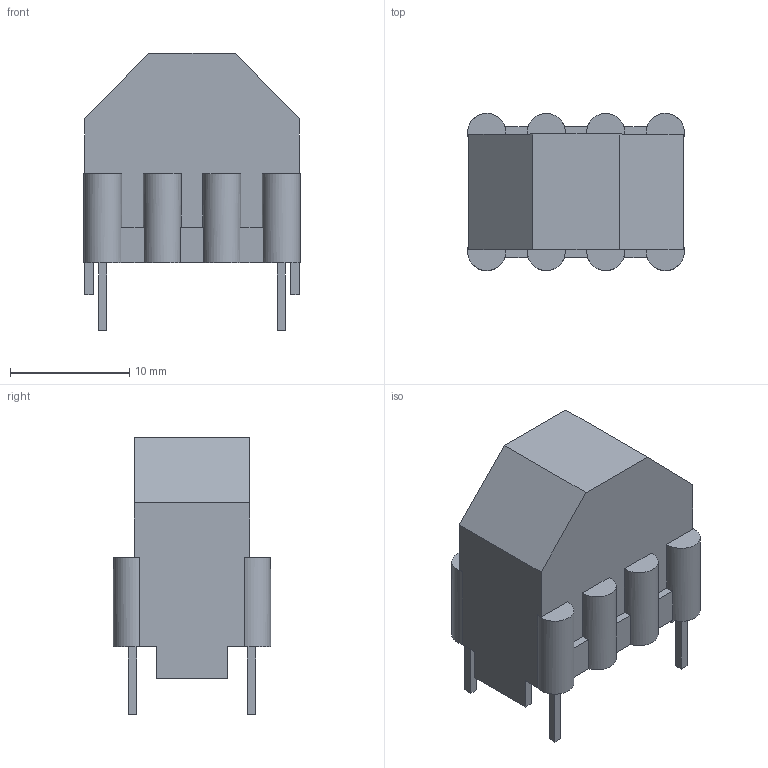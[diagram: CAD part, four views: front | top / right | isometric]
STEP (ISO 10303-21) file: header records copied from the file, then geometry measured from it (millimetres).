
FILE_DESCRIPTION(/* description */ (''),/* implementation_level */ '2;1');
FILE_NAME(/* name */ 'IND_TDK_B82721K.stp',/* time_stamp */ '2015-03-19T08:19:52+01:00',/* author */ ('admchouv'),/* organization */ (''),/* preprocessor_version */ 'ST-DEVELOPER v15.5',/* originating_system */ 'AutoCAD Mechanical',/* authorisation */ '');
FILE_SCHEMA (('AUTOMOTIVE_DESIGN { 1 0 10303 214 3 1 1 }'));
Length unit declared in the file: millimetre
Products named in the file (1): Product
Bounding box: 18.2 x 13.2 x 23.3 mm (x, y, z)
Volume: 3113.7 mm3; surface area: 1540.9 mm2
Topology: 5 solids, 5 shells, 68 faces, 174 edges, 116 vertices
Faces by surface type: plane 60, cylinder 8
Entity records: 2081 total; most frequent: CARTESIAN_POINT 359, ORIENTED_EDGE 348, DIRECTION 340, EDGE_CURVE 174, LINE 146, VECTOR 146, VERTEX_POINT 116, AXIS2_PLACEMENT_3D 97
